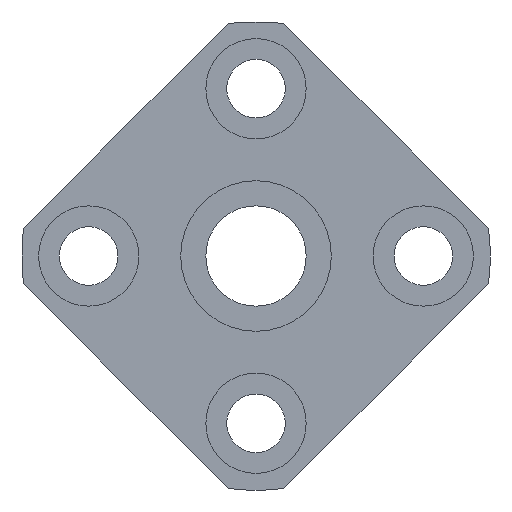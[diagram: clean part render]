
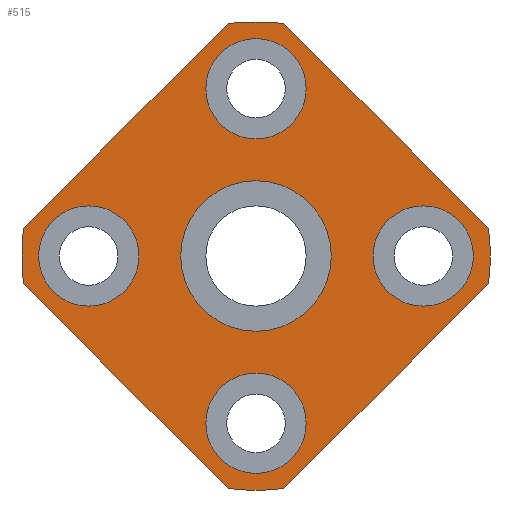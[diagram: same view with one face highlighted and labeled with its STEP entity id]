
A CAD part, left-side view. The second image highlights one B-rep face of the part: STEP entity #515.
In plain terms, the highlighted planar face has unit normal (-1, 0, 0).
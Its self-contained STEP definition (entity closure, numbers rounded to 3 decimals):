
#20=LINE('',#859,#36);
#21=LINE('',#864,#37);
#22=LINE('',#868,#38);
#23=LINE('',#872,#39);
#36=VECTOR('',#697,1000.);
#37=VECTOR('',#700,1000.);
#38=VECTOR('',#703,1000.);
#39=VECTOR('',#706,1000.);
#58=PLANE('',#579);
#94=ORIENTED_EDGE('',*,*,#197,.T.);
#95=ORIENTED_EDGE('',*,*,#198,.T.);
#96=ORIENTED_EDGE('',*,*,#199,.T.);
#97=ORIENTED_EDGE('',*,*,#200,.T.);
#98=ORIENTED_EDGE('',*,*,#201,.T.);
#99=ORIENTED_EDGE('',*,*,#202,.F.);
#100=ORIENTED_EDGE('',*,*,#203,.F.);
#101=ORIENTED_EDGE('',*,*,#204,.F.);
#102=ORIENTED_EDGE('',*,*,#205,.F.);
#103=ORIENTED_EDGE('',*,*,#206,.F.);
#104=ORIENTED_EDGE('',*,*,#207,.F.);
#105=ORIENTED_EDGE('',*,*,#208,.F.);
#106=ORIENTED_EDGE('',*,*,#209,.F.);
#197=EDGE_CURVE('',#254,#254,#303,.T.);
#198=EDGE_CURVE('',#255,#255,#304,.T.);
#199=EDGE_CURVE('',#256,#256,#305,.T.);
#200=EDGE_CURVE('',#257,#257,#306,.T.);
#201=EDGE_CURVE('',#258,#258,#307,.T.);
#202=EDGE_CURVE('',#259,#260,#20,.T.);
#203=EDGE_CURVE('',#261,#259,#308,.T.);
#204=EDGE_CURVE('',#262,#261,#21,.T.);
#205=EDGE_CURVE('',#263,#262,#309,.T.);
#206=EDGE_CURVE('',#264,#263,#22,.T.);
#207=EDGE_CURVE('',#265,#264,#310,.T.);
#208=EDGE_CURVE('',#266,#265,#23,.T.);
#209=EDGE_CURVE('',#260,#266,#311,.T.);
#254=VERTEX_POINT('',#850);
#255=VERTEX_POINT('',#852);
#256=VERTEX_POINT('',#854);
#257=VERTEX_POINT('',#856);
#258=VERTEX_POINT('',#858);
#259=VERTEX_POINT('',#860);
#260=VERTEX_POINT('',#861);
#261=VERTEX_POINT('',#863);
#262=VERTEX_POINT('',#865);
#263=VERTEX_POINT('',#867);
#264=VERTEX_POINT('',#869);
#265=VERTEX_POINT('',#871);
#266=VERTEX_POINT('',#873);
#303=CIRCLE('',#580,4.5);
#304=CIRCLE('',#581,3.);
#305=CIRCLE('',#582,3.);
#306=CIRCLE('',#583,3.);
#307=CIRCLE('',#584,3.);
#308=CIRCLE('',#585,14.);
#309=CIRCLE('',#586,14.);
#310=CIRCLE('',#587,14.);
#311=CIRCLE('',#588,14.);
#355=EDGE_LOOP('',(#94));
#356=EDGE_LOOP('',(#95));
#357=EDGE_LOOP('',(#96));
#358=EDGE_LOOP('',(#97));
#359=EDGE_LOOP('',(#98));
#360=EDGE_LOOP('',(#99,#100,#101,#102,#103,#104,#105,#106));
#431=FACE_BOUND('',#355,.T.);
#432=FACE_BOUND('',#356,.T.);
#433=FACE_BOUND('',#357,.T.);
#434=FACE_BOUND('',#358,.T.);
#435=FACE_BOUND('',#359,.T.);
#436=FACE_BOUND('',#360,.T.);
#515=ADVANCED_FACE('',(#431,#432,#433,#434,#435,#436),#58,.T.);
#579=AXIS2_PLACEMENT_3D('',#848,#685,#686);
#580=AXIS2_PLACEMENT_3D('',#849,#687,#688);
#581=AXIS2_PLACEMENT_3D('',#851,#689,#690);
#582=AXIS2_PLACEMENT_3D('',#853,#691,#692);
#583=AXIS2_PLACEMENT_3D('',#855,#693,#694);
#584=AXIS2_PLACEMENT_3D('',#857,#695,#696);
#585=AXIS2_PLACEMENT_3D('',#862,#698,#699);
#586=AXIS2_PLACEMENT_3D('',#866,#701,#702);
#587=AXIS2_PLACEMENT_3D('',#870,#704,#705);
#588=AXIS2_PLACEMENT_3D('',#874,#707,#708);
#685=DIRECTION('',(-1.,0.,0.));
#686=DIRECTION('',(0.,0.,1.));
#687=DIRECTION('',(1.,0.,0.));
#688=DIRECTION('',(0.,0.,-1.));
#689=DIRECTION('',(1.,0.,0.));
#690=DIRECTION('',(0.,0.,-1.));
#691=DIRECTION('',(1.,0.,0.));
#692=DIRECTION('',(0.,0.,-1.));
#693=DIRECTION('',(1.,0.,0.));
#694=DIRECTION('',(0.,0.,-1.));
#695=DIRECTION('',(1.,0.,0.));
#696=DIRECTION('',(0.,0.,-1.));
#697=DIRECTION('',(0.,-0.707,0.707));
#698=DIRECTION('',(1.,0.,0.));
#699=DIRECTION('',(0.,0.,-1.));
#700=DIRECTION('',(0.,0.707,0.707));
#701=DIRECTION('',(1.,0.,0.));
#702=DIRECTION('',(0.,0.,-1.));
#703=DIRECTION('',(0.,0.707,-0.707));
#704=DIRECTION('',(1.,0.,0.));
#705=DIRECTION('',(0.,0.,-1.));
#706=DIRECTION('',(0.,-0.707,-0.707));
#707=DIRECTION('',(1.,0.,0.));
#708=DIRECTION('',(0.,0.,-1.));
#848=CARTESIAN_POINT('',(0.,6.,0.));
#849=CARTESIAN_POINT('',(0.,0.,0.));
#850=CARTESIAN_POINT('',(0.,0.,-4.5));
#851=CARTESIAN_POINT('',(0.,0.,10.));
#852=CARTESIAN_POINT('',(0.,0.,7.));
#853=CARTESIAN_POINT('',(0.,0.,-10.));
#854=CARTESIAN_POINT('',(0.,0.,-13.));
#855=CARTESIAN_POINT('',(0.,-10.,0.));
#856=CARTESIAN_POINT('',(0.,-10.,-3.));
#857=CARTESIAN_POINT('',(0.,10.,0.));
#858=CARTESIAN_POINT('',(0.,10.,-3.));
#859=CARTESIAN_POINT('',(0.,13.902,1.654));
#860=CARTESIAN_POINT('',(0.,13.902,1.654));
#861=CARTESIAN_POINT('',(0.,1.654,13.902));
#862=CARTESIAN_POINT('',(0.,0.,0.));
#863=CARTESIAN_POINT('',(0.,13.902,-1.654));
#864=CARTESIAN_POINT('',(0.,1.654,-13.902));
#865=CARTESIAN_POINT('',(0.,1.654,-13.902));
#866=CARTESIAN_POINT('',(0.,0.,0.));
#867=CARTESIAN_POINT('',(0.,-1.654,-13.902));
#868=CARTESIAN_POINT('',(0.,-13.902,-1.654));
#869=CARTESIAN_POINT('',(0.,-13.902,-1.654));
#870=CARTESIAN_POINT('',(0.,0.,0.));
#871=CARTESIAN_POINT('',(0.,-13.902,1.654));
#872=CARTESIAN_POINT('',(0.,-1.654,13.902));
#873=CARTESIAN_POINT('',(0.,-1.654,13.902));
#874=CARTESIAN_POINT('',(0.,0.,0.));
